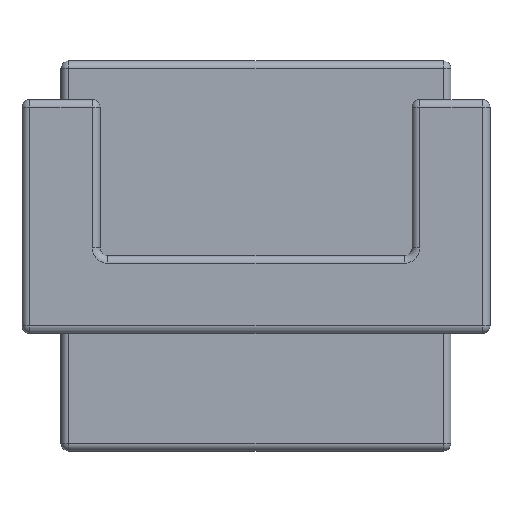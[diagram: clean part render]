
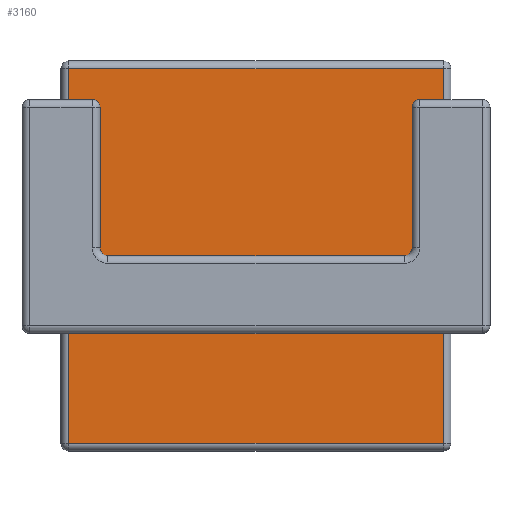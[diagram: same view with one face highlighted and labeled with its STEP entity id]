
A CAD part, top view. The second image highlights one B-rep face of the part: STEP entity #3160.
In plain terms, the highlighted planar face has unit normal (0, 0, 1).
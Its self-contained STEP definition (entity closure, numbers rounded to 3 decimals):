
#2430=CARTESIAN_POINT('',(0.,0.,3.));
#2440=DIRECTION('',(0.,0.,1.));
#2450=DIRECTION('',(1.,0.,0.));
#2460=AXIS2_PLACEMENT_3D('',#2430,#2440,#2450);
#2470=PLANE('',#2460);
#2480=CARTESIAN_POINT('',(0.,-8.4,3.));
#2490=DIRECTION('',(1.,0.,0.));
#2500=VECTOR('',#2490,1.);
#2510=LINE('',#2480,#2500);
#2520=CARTESIAN_POINT('',(-8.4,-8.4,3.));
#2530=VERTEX_POINT('',#2520);
#2540=CARTESIAN_POINT('',(8.4,-8.4,3.));
#2550=VERTEX_POINT('',#2540);
#2560=EDGE_CURVE('',#2530,#2550,#2510,.T.);
#2570=ORIENTED_EDGE('',*,*,#2560,.F.);
#2580=CARTESIAN_POINT('',(8.4,0.,3.));
#2590=DIRECTION('',(0.,1.,0.));
#2600=VECTOR('',#2590,1.);
#2610=LINE('',#2580,#2600);
#2620=CARTESIAN_POINT('',(8.4,-1.6,3.));
#2630=VERTEX_POINT('',#2620);
#2640=EDGE_CURVE('',#2550,#2630,#2610,.T.);
#2650=ORIENTED_EDGE('',*,*,#2640,.F.);
#2660=CARTESIAN_POINT('',(0.,-1.6,3.));
#2670=DIRECTION('',(-1.,0.,0.));
#2680=VECTOR('',#2670,1.);
#2690=LINE('',#2660,#2680);
#2700=CARTESIAN_POINT('',(-8.4,-1.6,3.));
#2710=VERTEX_POINT('',#2700);
#2720=EDGE_CURVE('',#2630,#2710,#2690,.T.);
#2730=ORIENTED_EDGE('',*,*,#2720,.F.);
#2740=CARTESIAN_POINT('',(-8.4,0.,3.));
#2750=DIRECTION('',(0.,-1.,0.));
#2760=VECTOR('',#2750,1.);
#2770=LINE('',#2740,#2760);
#2780=EDGE_CURVE('',#2710,#2530,#2770,.T.);
#2790=ORIENTED_EDGE('',*,*,#2780,.F.);
#2800=EDGE_LOOP('',(#2790,#2730,#2650,#2570));
#2810=FACE_BOUND('',#2800,.T.);
#2820=CARTESIAN_POINT('',(24.,0.,3.));
#2830=DIRECTION('',(0.,-1.,0.));
#2840=VECTOR('',#2830,1.);
#2850=LINE('',#2820,#2840);
#2860=CARTESIAN_POINT('',(24.,24.,3.));
#2870=VERTEX_POINT('',#2860);
#2880=CARTESIAN_POINT('',(24.,-24.,3.));
#2890=VERTEX_POINT('',#2880);
#2900=EDGE_CURVE('',#2870,#2890,#2850,.T.);
#2910=ORIENTED_EDGE('',*,*,#2900,.F.);
#2920=CARTESIAN_POINT('',(0.,-24.,3.));
#2930=DIRECTION('',(1.,0.,0.));
#2940=VECTOR('',#2930,1.);
#2950=LINE('',#2920,#2940);
#2960=CARTESIAN_POINT('',(-24.,-24.,3.));
#2970=VERTEX_POINT('',#2960);
#2980=EDGE_CURVE('',#2970,#2890,#2950,.T.);
#2990=ORIENTED_EDGE('',*,*,#2980,.T.);
#3000=CARTESIAN_POINT('',(-24.,0.,3.));
#3010=DIRECTION('',(0.,1.,0.));
#3020=VECTOR('',#3010,1.);
#3030=LINE('',#3000,#3020);
#3040=CARTESIAN_POINT('',(-24.,24.,3.));
#3050=VERTEX_POINT('',#3040);
#3060=EDGE_CURVE('',#2970,#3050,#3030,.T.);
#3070=ORIENTED_EDGE('',*,*,#3060,.F.);
#3080=CARTESIAN_POINT('',(0.,24.,3.));
#3090=DIRECTION('',(1.,0.,0.));
#3100=VECTOR('',#3090,1.);
#3110=LINE('',#3080,#3100);
#3120=EDGE_CURVE('',#3050,#2870,#3110,.T.);
#3130=ORIENTED_EDGE('',*,*,#3120,.F.);
#3140=EDGE_LOOP('',(#3130,#3070,#2990,#2910));
#3150=FACE_OUTER_BOUND('',#3140,.T.);
#3160=ADVANCED_FACE('',(#2810,#3150),#2470,.T.);
